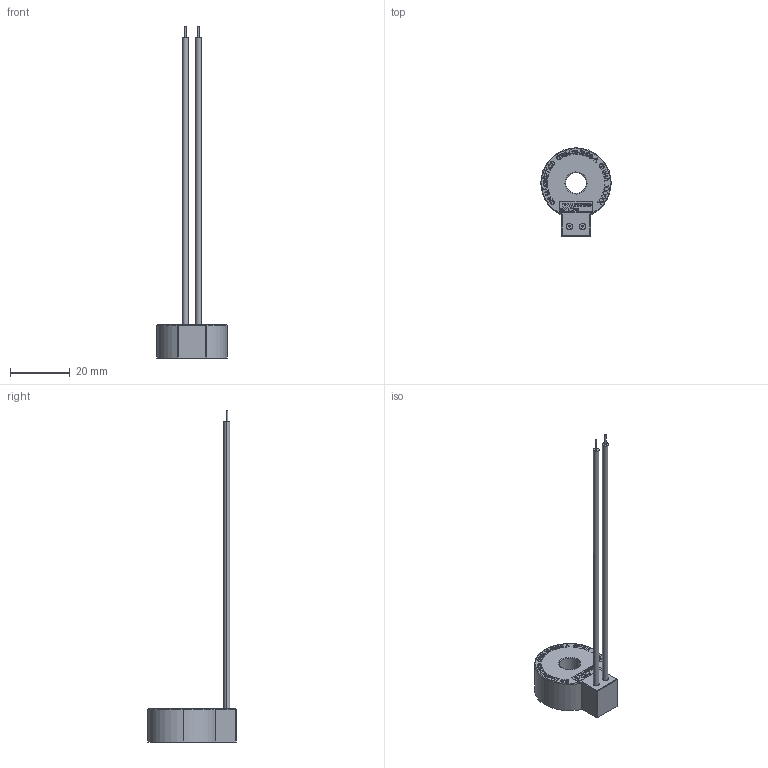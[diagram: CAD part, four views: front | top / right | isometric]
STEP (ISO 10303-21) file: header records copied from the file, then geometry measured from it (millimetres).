
FILE_DESCRIPTION (( 'STEP AP203' ), '1' );
FILE_NAME ('CR8448-2500-A.STEP', '2023-08-08T19:20:40', ( '' ), ( '' ), 'SwSTEP 2.0', 'SolidWorks 2022', '' );
FILE_SCHEMA (( 'CONFIG_CONTROL_DESIGN' ));
Length unit declared in the file: millimetre
Products named in the file (1): CR8448-2500-A
Bounding box: 23.5 x 29.5 x 111.05 mm (x, y, z)
Volume: 5557.4 mm3; surface area: 3332.9 mm2
Topology: 1 solids, 1 shells, 698 faces, 1860 edges, 1232 vertices
Faces by surface type: plane 390, bspline 261, cylinder 35, torus 10, sphere 2
Entity records: 35880 total; most frequent: CARTESIAN_POINT 20148, ORIENTED_EDGE 3712, DIRECTION 2291, EDGE_CURVE 1856, VECTOR 1245, LINE 1245, VERTEX_POINT 1232, EDGE_LOOP 772
